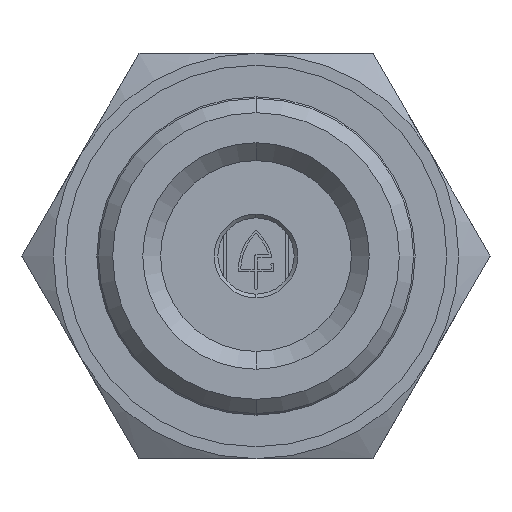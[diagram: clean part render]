
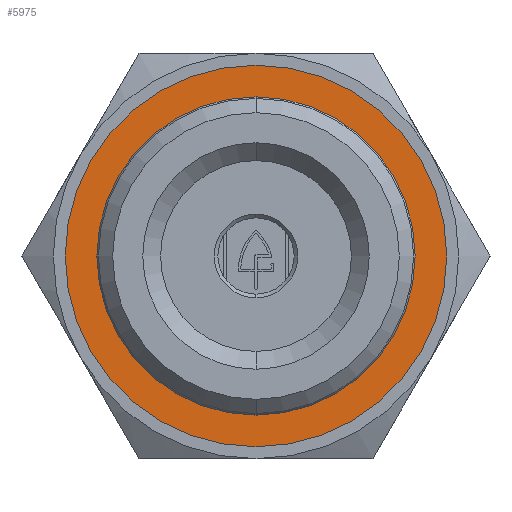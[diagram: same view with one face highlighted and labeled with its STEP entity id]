
A CAD part, front view. The second image highlights one B-rep face of the part: STEP entity #5975.
In plain terms, the highlighted planar face has unit normal (0, -1, 0).
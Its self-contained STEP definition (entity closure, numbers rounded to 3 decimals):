
#443 = CARTESIAN_POINT ( 'NONE',  ( 0., -19.95, 16. ) ) ;
#484 = CARTESIAN_POINT ( 'NONE',  ( 0., -19.95, 13.35 ) ) ;
#502 = CARTESIAN_POINT ( 'NONE',  ( 0., -19.95, -16. ) ) ;
#508 = CARTESIAN_POINT ( 'NONE',  ( 0., -19.95, -13.35 ) ) ;
#660 = EDGE_LOOP ( 'NONE', ( #8073, #8081 ) ) ;
#697 = EDGE_LOOP ( 'NONE', ( #8075, #8074 ) ) ;
#1108 = CARTESIAN_POINT ( 'NONE',  ( 0., -19.95, 0. ) ) ;
#1109 = DIRECTION ( 'NONE',  ( 0., 1., 0. ) ) ;
#1110 = DIRECTION ( 'NONE',  ( 0., 0., 1. ) ) ;
#1111 = CARTESIAN_POINT ( 'NONE',  ( 0., -19.95, 0. ) ) ;
#1112 = DIRECTION ( 'NONE',  ( 0., 1., 0. ) ) ;
#1113 = DIRECTION ( 'NONE',  ( 0., 0., 1. ) ) ;
#2142 = CIRCLE ( 'NONE', #2489, 13.35 ) ;
#2235 = AXIS2_PLACEMENT_3D ( 'NONE', #3780, #3787, #3788 ) ;
#2489 = AXIS2_PLACEMENT_3D ( 'NONE', #4466, #4467, #4468 ) ;
#2509 = CIRCLE ( 'NONE', #2599, 16. ) ;
#2599 = AXIS2_PLACEMENT_3D ( 'NONE', #4471, #4472, #4473 ) ;
#3780 = CARTESIAN_POINT ( 'NONE',  ( 13.35, -19.95, 0. ) ) ;
#3781 = FACE_BOUND ( 'NONE', #697, .T. ) ;
#3784 = FACE_OUTER_BOUND ( 'NONE', #660, .T. ) ;
#3785 = PLANE ( 'NONE',  #2235 ) ;
#3787 = DIRECTION ( 'NONE',  ( 0., -1., 0. ) ) ;
#3788 = DIRECTION ( 'NONE',  ( 0., 0., -1. ) ) ;
#4466 = CARTESIAN_POINT ( 'NONE',  ( 0., -19.95, 0. ) ) ;
#4467 = DIRECTION ( 'NONE',  ( 0., 1., 0. ) ) ;
#4468 = DIRECTION ( 'NONE',  ( 0., 0., 1. ) ) ;
#4471 = CARTESIAN_POINT ( 'NONE',  ( 0., -19.95, 0. ) ) ;
#4472 = DIRECTION ( 'NONE',  ( 0., 1., 0. ) ) ;
#4473 = DIRECTION ( 'NONE',  ( 0., 0., 1. ) ) ;
#5975 = ADVANCED_FACE ( 'NONE', ( #3781, #3784 ), #3785, .T. ) ;
#6151 = EDGE_CURVE ( 'NONE', #6960, #7022, #2142, .T. ) ;
#6152 = EDGE_CURVE ( 'NONE', #6886, #7004, #2509, .T. ) ;
#6317 = EDGE_CURVE ( 'NONE', #7022, #6960, #7197, .T. ) ;
#6318 = EDGE_CURVE ( 'NONE', #7004, #6886, #7201, .T. ) ;
#6886 = VERTEX_POINT ( 'NONE', #443 ) ;
#6960 = VERTEX_POINT ( 'NONE', #484 ) ;
#7004 = VERTEX_POINT ( 'NONE', #502 ) ;
#7022 = VERTEX_POINT ( 'NONE', #508 ) ;
#7197 = CIRCLE ( 'NONE', #7203, 13.35 ) ;
#7201 = CIRCLE ( 'NONE', #7207, 16. ) ;
#7203 = AXIS2_PLACEMENT_3D ( 'NONE', #1108, #1109, #1110 ) ;
#7207 = AXIS2_PLACEMENT_3D ( 'NONE', #1111, #1112, #1113 ) ;
#8073 = ORIENTED_EDGE ( 'NONE', *, *, #6152, .F. ) ;
#8074 = ORIENTED_EDGE ( 'NONE', *, *, #6317, .T. ) ;
#8075 = ORIENTED_EDGE ( 'NONE', *, *, #6151, .T. ) ;
#8081 = ORIENTED_EDGE ( 'NONE', *, *, #6318, .F. ) ;
